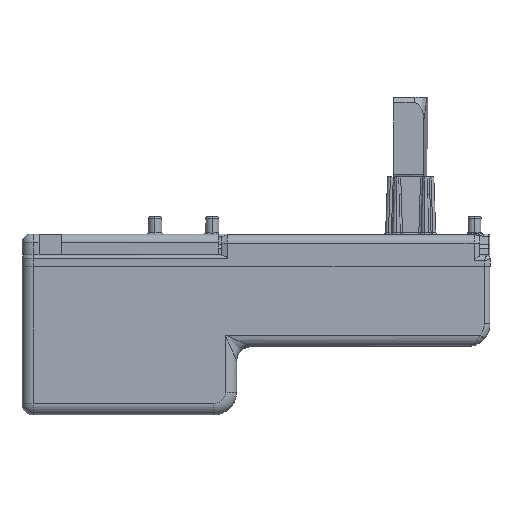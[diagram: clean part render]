
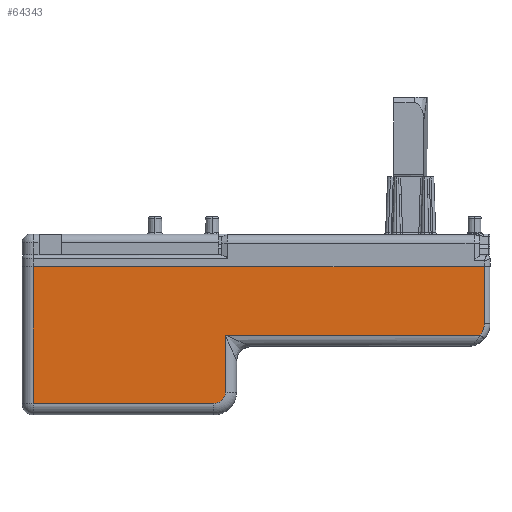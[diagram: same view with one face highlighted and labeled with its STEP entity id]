
A CAD part, left-side view. The second image highlights one B-rep face of the part: STEP entity #64343.
In plain terms, the highlighted planar face has unit normal (-1, 0, 0).
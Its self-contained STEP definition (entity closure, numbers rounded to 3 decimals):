
#502 = AXIS2_PLACEMENT_3D ( 'NONE', #51860, #69069, #28571 ) ;
#2287 = DIRECTION ( 'NONE',  ( -1., 0., 0. ) ) ;
#3126 = AXIS2_PLACEMENT_3D ( 'NONE', #13319, #54266, #19240 ) ;
#3211 = EDGE_CURVE ( 'NONE', #39854, #24785, #40681, .T. ) ;
#6323 = VECTOR ( 'NONE', #42453, 1000. ) ;
#6942 = ORIENTED_EDGE ( 'NONE', *, *, #71623, .T. ) ;
#7247 = CIRCLE ( 'NONE', #39047, 1.5 ) ;
#9891 = ORIENTED_EDGE ( 'NONE', *, *, #32433, .T. ) ;
#10263 = CIRCLE ( 'NONE', #3126, 1. ) ;
#10385 = VECTOR ( 'NONE', #21547, 1000. ) ;
#12536 = CARTESIAN_POINT ( 'NONE',  ( -8.7, 25.5, 1. ) ) ;
#13278 = CARTESIAN_POINT ( 'NONE',  ( -8.7, -14., 8. ) ) ;
#13319 = CARTESIAN_POINT ( 'NONE',  ( -8.7, 9.7, 2. ) ) ;
#17142 = EDGE_CURVE ( 'NONE', #24785, #73910, #34009, .T. ) ;
#19240 = DIRECTION ( 'NONE',  ( 0., 1., 0. ) ) ;
#19520 = EDGE_LOOP ( 'NONE', ( #9891, #59584, #25631, #39507, #60067, #37575, #73125, #6942 ) ) ;
#21547 = DIRECTION ( 'NONE',  ( 0., -1., 0. ) ) ;
#21929 = LINE ( 'NONE', #59819, #6323 ) ;
#22698 = PLANE ( 'NONE',  #502 ) ;
#23467 = CARTESIAN_POINT ( 'NONE',  ( -8.7, 25.5, 13. ) ) ;
#23706 = LINE ( 'NONE', #52270, #37481 ) ;
#24785 = VERTEX_POINT ( 'NONE', #12536 ) ;
#25208 = CARTESIAN_POINT ( 'NONE',  ( -8.7, -14., 13. ) ) ;
#25631 = ORIENTED_EDGE ( 'NONE', *, *, #61397, .F. ) ;
#27323 = DIRECTION ( 'NONE',  ( 0., -1., 0. ) ) ;
#28571 = DIRECTION ( 'NONE',  ( 0., 1., 0. ) ) ;
#30994 = EDGE_CURVE ( 'NONE', #45532, #73910, #10263, .T. ) ;
#32433 = EDGE_CURVE ( 'NONE', #44543, #65487, #7247, .T. ) ;
#32680 = CARTESIAN_POINT ( 'NONE',  ( -8.7, -14., 1. ) ) ;
#33207 = CARTESIAN_POINT ( 'NONE',  ( -8.7, 7.7, 1. ) ) ;
#34009 = LINE ( 'NONE', #33207, #63298 ) ;
#37378 = CARTESIAN_POINT ( 'NONE',  ( -8.7, -12.5, 8. ) ) ;
#37481 = VECTOR ( 'NONE', #46387, 1000. ) ;
#37575 = ORIENTED_EDGE ( 'NONE', *, *, #30994, .F. ) ;
#38588 = DIRECTION ( 'NONE',  ( 0., 0., 1. ) ) ;
#39047 = AXIS2_PLACEMENT_3D ( 'NONE', #37378, #2287, #43239 ) ;
#39507 = ORIENTED_EDGE ( 'NONE', *, *, #3211, .T. ) ;
#39854 = VERTEX_POINT ( 'NONE', #23467 ) ;
#40681 = LINE ( 'NONE', #71924, #54370 ) ;
#40709 = VECTOR ( 'NONE', #38588, 1000. ) ;
#42453 = DIRECTION ( 'NONE',  ( 0., 0., 1. ) ) ;
#42525 = LINE ( 'NONE', #32680, #40709 ) ;
#43239 = DIRECTION ( 'NONE',  ( 0., 1., 0. ) ) ;
#43276 = CARTESIAN_POINT ( 'NONE',  ( -8.7, 8.7, 2. ) ) ;
#43586 = VERTEX_POINT ( 'NONE', #25208 ) ;
#44543 = VERTEX_POINT ( 'NONE', #52919 ) ;
#45532 = VERTEX_POINT ( 'NONE', #43276 ) ;
#46387 = DIRECTION ( 'NONE',  ( 0., -1., 0. ) ) ;
#51860 = CARTESIAN_POINT ( 'NONE',  ( -8.7, 26.5, 1. ) ) ;
#52270 = CARTESIAN_POINT ( 'NONE',  ( -8.7, 26.5, 13. ) ) ;
#52919 = CARTESIAN_POINT ( 'NONE',  ( -8.7, -13.618, 7. ) ) ;
#53761 = EDGE_CURVE ( 'NONE', #45532, #75365, #21929, .T. ) ;
#54266 = DIRECTION ( 'NONE',  ( 1., 0., 0. ) ) ;
#54370 = VECTOR ( 'NONE', #54469, 1000. ) ;
#54469 = DIRECTION ( 'NONE',  ( 0., 0., -1. ) ) ;
#55339 = CARTESIAN_POINT ( 'NONE',  ( -8.7, 8.7, 7. ) ) ;
#57091 = LINE ( 'NONE', #62483, #10385 ) ;
#58072 = EDGE_CURVE ( 'NONE', #65487, #43586, #42525, .T. ) ;
#59584 = ORIENTED_EDGE ( 'NONE', *, *, #58072, .T. ) ;
#59819 = CARTESIAN_POINT ( 'NONE',  ( -8.7, 8.7, 1. ) ) ;
#60067 = ORIENTED_EDGE ( 'NONE', *, *, #17142, .T. ) ;
#61397 = EDGE_CURVE ( 'NONE', #39854, #43586, #23706, .T. ) ;
#61471 = FACE_OUTER_BOUND ( 'NONE', #19520, .T. ) ;
#62483 = CARTESIAN_POINT ( 'NONE',  ( -8.7, -14.5, 7. ) ) ;
#63298 = VECTOR ( 'NONE', #27323, 1000. ) ;
#64343 = ADVANCED_FACE ( 'NONE', ( #61471 ), #22698, .F. ) ;
#65074 = CARTESIAN_POINT ( 'NONE',  ( -8.7, 9.7, 1. ) ) ;
#65487 = VERTEX_POINT ( 'NONE', #13278 ) ;
#69069 = DIRECTION ( 'NONE',  ( 1., 0., 0. ) ) ;
#71623 = EDGE_CURVE ( 'NONE', #75365, #44543, #57091, .T. ) ;
#71924 = CARTESIAN_POINT ( 'NONE',  ( -8.7, 25.5, 1. ) ) ;
#73125 = ORIENTED_EDGE ( 'NONE', *, *, #53761, .T. ) ;
#73910 = VERTEX_POINT ( 'NONE', #65074 ) ;
#75365 = VERTEX_POINT ( 'NONE', #55339 ) ;
